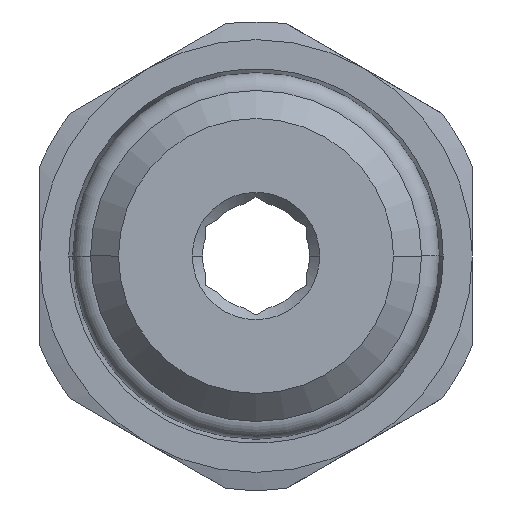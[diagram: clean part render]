
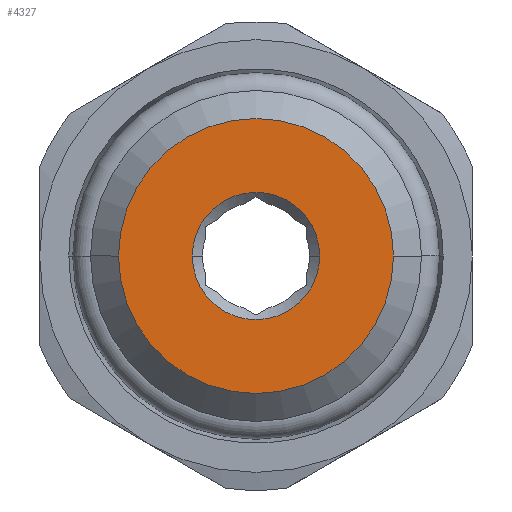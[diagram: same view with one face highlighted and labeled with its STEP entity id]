
A CAD part, front view. The second image highlights one B-rep face of the part: STEP entity #4327.
In plain terms, the highlighted planar face has unit normal (0, -1, 0).
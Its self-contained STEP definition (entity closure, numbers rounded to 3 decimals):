
#4160=CARTESIAN_POINT('Vertex',(5.4,0.,0.)) ;
#4163=CARTESIAN_POINT('Axis2P3D Location',(0.,0.,0.)) ;
#4167=CARTESIAN_POINT('Vertex',(-5.4,0.,0.)) ;
#4187=CARTESIAN_POINT('Axis2P3D Location',(0.,0.,0.)) ;
#4258=CARTESIAN_POINT('Axis2P3D Location',(0.,0.,0.)) ;
#4268=CARTESIAN_POINT('Control Point',(2.5,0.,0.)) ;
#4269=CARTESIAN_POINT('Control Point',(2.5,0.,0.232)) ;
#4270=CARTESIAN_POINT('Control Point',(2.473,0.,0.465)) ;
#4271=CARTESIAN_POINT('Control Point',(2.419,0.,0.693)) ;
#4272=CARTESIAN_POINT('Control Point',(2.259,0.,1.133)) ;
#4273=CARTESIAN_POINT('Control Point',(2.002,0.,1.524)) ;
#4274=CARTESIAN_POINT('Control Point',(1.852,0.,1.704)) ;
#4275=CARTESIAN_POINT('Control Point',(1.512,0.,2.025)) ;
#4276=CARTESIAN_POINT('Control Point',(1.107,0.,2.26)) ;
#4277=CARTESIAN_POINT('Control Point',(0.892,0.,2.353)) ;
#4278=CARTESIAN_POINT('Control Point',(0.444,0.,2.488)) ;
#4279=CARTESIAN_POINT('Control Point',(-0.023,0.,2.516)) ;
#4280=CARTESIAN_POINT('Control Point',(-0.257,0.,2.503)) ;
#4281=CARTESIAN_POINT('Control Point',(-0.718,0.,2.423)) ;
#4282=CARTESIAN_POINT('Control Point',(-1.149,0.,2.239)) ;
#4283=CARTESIAN_POINT('Control Point',(-1.352,0.,2.122)) ;
#4284=CARTESIAN_POINT('Control Point',(-1.728,0.,1.844)) ;
#4285=CARTESIAN_POINT('Control Point',(-2.03,0.,1.487)) ;
#4286=CARTESIAN_POINT('Control Point',(-2.16,0.,1.291)) ;
#4287=CARTESIAN_POINT('Control Point',(-2.346,0.,0.924)) ;
#4288=CARTESIAN_POINT('Control Point',(-2.453,0.,0.528)) ;
#4289=CARTESIAN_POINT('Control Point',(-2.484,0.,0.353)) ;
#4290=CARTESIAN_POINT('Control Point',(-2.5,0.,0.177)) ;
#4291=CARTESIAN_POINT('Control Point',(-2.5,0.,0.)) ;
#4292=CARTESIAN_POINT('Vertex',(2.5,0.,0.)) ;
#4294=CARTESIAN_POINT('Vertex',(-2.5,0.,0.)) ;
#4298=CARTESIAN_POINT('Control Point',(-2.5,0.,0.)) ;
#4299=CARTESIAN_POINT('Control Point',(-2.5,0.,-0.232)) ;
#4300=CARTESIAN_POINT('Control Point',(-2.473,0.,-0.465)) ;
#4301=CARTESIAN_POINT('Control Point',(-2.419,0.,-0.693)) ;
#4302=CARTESIAN_POINT('Control Point',(-2.259,0.,-1.133)) ;
#4303=CARTESIAN_POINT('Control Point',(-2.002,0.,-1.524)) ;
#4304=CARTESIAN_POINT('Control Point',(-1.852,0.,-1.704)) ;
#4305=CARTESIAN_POINT('Control Point',(-1.512,0.,-2.025)) ;
#4306=CARTESIAN_POINT('Control Point',(-1.107,0.,-2.26)) ;
#4307=CARTESIAN_POINT('Control Point',(-0.892,0.,-2.353)) ;
#4308=CARTESIAN_POINT('Control Point',(-0.444,0.,-2.488)) ;
#4309=CARTESIAN_POINT('Control Point',(0.023,0.,-2.516)) ;
#4310=CARTESIAN_POINT('Control Point',(0.257,0.,-2.503)) ;
#4311=CARTESIAN_POINT('Control Point',(0.718,0.,-2.423)) ;
#4312=CARTESIAN_POINT('Control Point',(1.149,0.,-2.239)) ;
#4313=CARTESIAN_POINT('Control Point',(1.352,0.,-2.122)) ;
#4314=CARTESIAN_POINT('Control Point',(1.728,0.,-1.844)) ;
#4315=CARTESIAN_POINT('Control Point',(2.03,0.,-1.487)) ;
#4316=CARTESIAN_POINT('Control Point',(2.16,0.,-1.291)) ;
#4317=CARTESIAN_POINT('Control Point',(2.346,0.,-0.924)) ;
#4318=CARTESIAN_POINT('Control Point',(2.453,0.,-0.528)) ;
#4319=CARTESIAN_POINT('Control Point',(2.484,0.,-0.353)) ;
#4320=CARTESIAN_POINT('Control Point',(2.5,0.,-0.177)) ;
#4321=CARTESIAN_POINT('Control Point',(2.5,0.,0.)) ;
#4164=DIRECTION('Axis2P3D Direction',(-0.,1.,0.)) ;
#4188=DIRECTION('Axis2P3D Direction',(-0.,1.,0.)) ;
#4259=DIRECTION('Axis2P3D Direction',(-0.,1.,0.)) ;
#4260=DIRECTION('Axis2P3D XDirection',(1.,0.,0.)) ;
#4165=AXIS2_PLACEMENT_3D('Circle Axis2P3D',#4163,#4164,$) ;
#4189=AXIS2_PLACEMENT_3D('Circle Axis2P3D',#4187,#4188,$) ;
#4261=AXIS2_PLACEMENT_3D('Plane Axis2P3D',#4258,#4259,#4260) ;
#4264=ORIENTED_EDGE('',*,*,#4191,.F.) ;
#4265=ORIENTED_EDGE('',*,*,#4169,.T.) ;
#4324=ORIENTED_EDGE('',*,*,#4296,.F.) ;
#4325=ORIENTED_EDGE('',*,*,#4322,.F.) ;
#4326=FACE_BOUND('',#4323,.T.) ;
#4327=ADVANCED_FACE('PN511B-06G14',(#4266,#4326),#4262,.F.) ;
#4267=B_SPLINE_CURVE_WITH_KNOTS('',5,(#4268,#4269,#4270,#4271,#4272,#4273,#4274,#4275,#4276,#4277,#4278,#4279,#4280,#4281,#4282,#4283,#4284,#4285,#4286,#4287,#4288,#4289,#4290,#4291),.UNSPECIFIED.,.F.,.U.,(6,3,3,3,3,3,3,6),(0.,1.643,3.286,4.929,6.573,8.216,9.859,11.107),.UNSPECIFIED.) ;
#4297=B_SPLINE_CURVE_WITH_KNOTS('',5,(#4298,#4299,#4300,#4301,#4302,#4303,#4304,#4305,#4306,#4307,#4308,#4309,#4310,#4311,#4312,#4313,#4314,#4315,#4316,#4317,#4318,#4319,#4320,#4321),.UNSPECIFIED.,.F.,.U.,(6,3,3,3,3,3,3,6),(0.,1.643,3.286,4.929,6.573,8.216,9.859,11.107),.UNSPECIFIED.) ;
#4166=CIRCLE('generated circle',#4165,5.4) ;
#4190=CIRCLE('generated circle',#4189,5.4) ;
#4169=EDGE_CURVE('',#4168,#4161,#4166,.F.) ;
#4191=EDGE_CURVE('',#4168,#4161,#4190,.T.) ;
#4296=EDGE_CURVE('',#4293,#4295,#4267,.T.) ;
#4322=EDGE_CURVE('',#4295,#4293,#4297,.T.) ;
#4263=EDGE_LOOP('',(#4264,#4265)) ;
#4323=EDGE_LOOP('',(#4324,#4325)) ;
#4266=FACE_OUTER_BOUND('',#4263,.T.) ;
#4262=PLANE('',#4261) ;
#4161=VERTEX_POINT('',#4160) ;
#4168=VERTEX_POINT('',#4167) ;
#4293=VERTEX_POINT('',#4292) ;
#4295=VERTEX_POINT('',#4294) ;
